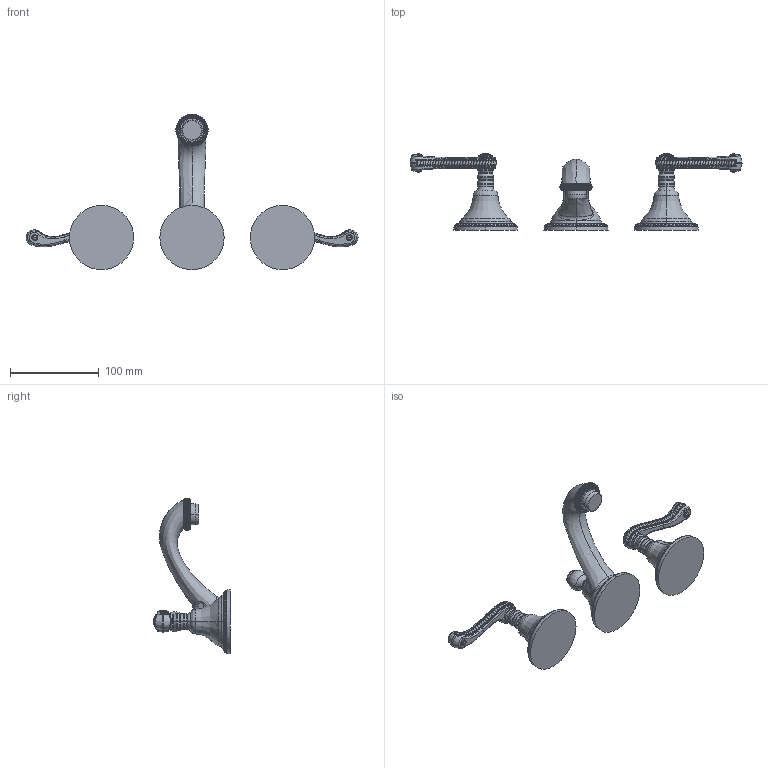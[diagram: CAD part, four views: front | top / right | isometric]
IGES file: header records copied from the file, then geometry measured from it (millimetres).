
Start section:  PTC IGES file: 980.igs
Global section: file name: 980.igs; native system: Creo Parametric by PTC Inc.; preprocessor: 2018400; author: jinson.thomas; organization: Unknown; date: 20201126.103841; units: inch
Bounding box: 373.22 x 86.36 x 174.83 mm (x, y, z)
Volume: 349879.3 mm3; surface area: 66105.5 mm2
Topology: 3 solids, 3 shells, 1999 faces, 5466 edges, 3642 vertices
Faces by surface type: revolution 1394, bspline 599, extrusion 6
